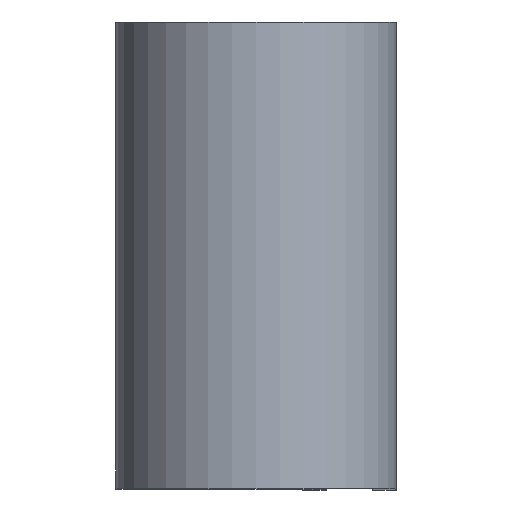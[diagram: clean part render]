
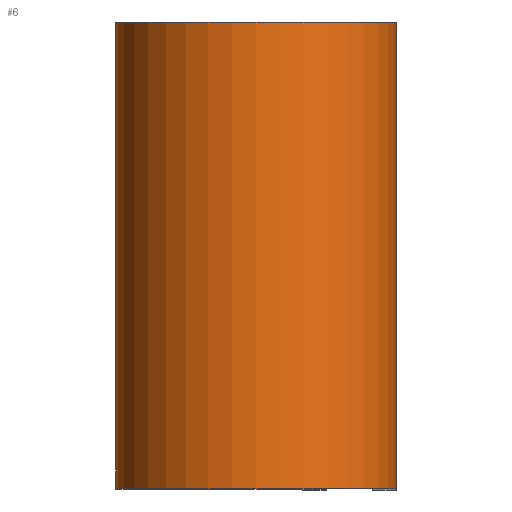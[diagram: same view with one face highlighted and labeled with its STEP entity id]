
A CAD part, top view. The second image highlights one B-rep face of the part: STEP entity #6.
In plain terms, the highlighted cylindrical face has radius 4.775 mm (diameter 9.55 mm), a partial arc.
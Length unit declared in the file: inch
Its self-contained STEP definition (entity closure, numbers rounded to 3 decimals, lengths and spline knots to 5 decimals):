
#6 = ADVANCED_FACE ( 'NONE', ( #225 ), #339, .T. ) ;
#20 = VERTEX_POINT ( 'NONE', #319 ) ;
#24 = DIRECTION ( 'NONE',  ( 0., -1., 0. ) ) ;
#32 = AXIS2_PLACEMENT_3D ( 'NONE', #161, #558, #508 ) ;
#87 = EDGE_CURVE ( 'NONE', #608, #113, #577, .T. ) ;
#113 = VERTEX_POINT ( 'NONE', #261 ) ;
#120 = DIRECTION ( 'NONE',  ( 0., 1., 0. ) ) ;
#139 = DIRECTION ( 'NONE',  ( 0., 1., 0. ) ) ;
#155 = EDGE_CURVE ( 'NONE', #20, #410, #298, .T. ) ;
#161 = CARTESIAN_POINT ( 'NONE',  ( 0., 0.3125, 0. ) ) ;
#172 = CARTESIAN_POINT ( 'NONE',  ( 0., -0.3125, -0.188 ) ) ;
#181 = VECTOR ( 'NONE', #632, 39.37008 ) ;
#207 = CARTESIAN_POINT ( 'NONE',  ( 0.188, 0.3125, 0. ) ) ;
#225 = FACE_OUTER_BOUND ( 'NONE', #472, .T. ) ;
#230 = CIRCLE ( 'NONE', #611, 0.188 ) ;
#238 = CIRCLE ( 'NONE', #517, 0.188 ) ;
#248 = EDGE_CURVE ( 'NONE', #410, #113, #230, .T. ) ;
#261 = CARTESIAN_POINT ( 'NONE',  ( 0.188, -0.3125, 0. ) ) ;
#262 = CARTESIAN_POINT ( 'NONE',  ( 0.188, 0.3125, 0. ) ) ;
#286 = CARTESIAN_POINT ( 'NONE',  ( 0., 0.3125, -0.188 ) ) ;
#298 = LINE ( 'NONE', #286, #181 ) ;
#308 = VECTOR ( 'NONE', #24, 39.37008 ) ;
#319 = CARTESIAN_POINT ( 'NONE',  ( 0., 0.3125, -0.188 ) ) ;
#339 = CYLINDRICAL_SURFACE ( 'NONE', #32, 0.188 ) ;
#340 = ORIENTED_EDGE ( 'NONE', *, *, #248, .T. ) ;
#380 = ORIENTED_EDGE ( 'NONE', *, *, #87, .F. ) ;
#389 = ORIENTED_EDGE ( 'NONE', *, *, #526, .F. ) ;
#410 = VERTEX_POINT ( 'NONE', #172 ) ;
#413 = CARTESIAN_POINT ( 'NONE',  ( 0., -0.3125, 0. ) ) ;
#427 = CARTESIAN_POINT ( 'NONE',  ( 0., 0.3125, 0. ) ) ;
#459 = DIRECTION ( 'NONE',  ( 1., 0., 0. ) ) ;
#472 = EDGE_LOOP ( 'NONE', ( #340, #380, #389, #549 ) ) ;
#482 = DIRECTION ( 'NONE',  ( 1., 0., 0. ) ) ;
#508 = DIRECTION ( 'NONE',  ( 0., 0., -1. ) ) ;
#517 = AXIS2_PLACEMENT_3D ( 'NONE', #427, #139, #482 ) ;
#526 = EDGE_CURVE ( 'NONE', #20, #608, #238, .T. ) ;
#549 = ORIENTED_EDGE ( 'NONE', *, *, #155, .T. ) ;
#558 = DIRECTION ( 'NONE',  ( 0., -1., 0. ) ) ;
#577 = LINE ( 'NONE', #207, #308 ) ;
#608 = VERTEX_POINT ( 'NONE', #262 ) ;
#611 = AXIS2_PLACEMENT_3D ( 'NONE', #413, #120, #459 ) ;
#632 = DIRECTION ( 'NONE',  ( 0., -1., 0. ) ) ;
